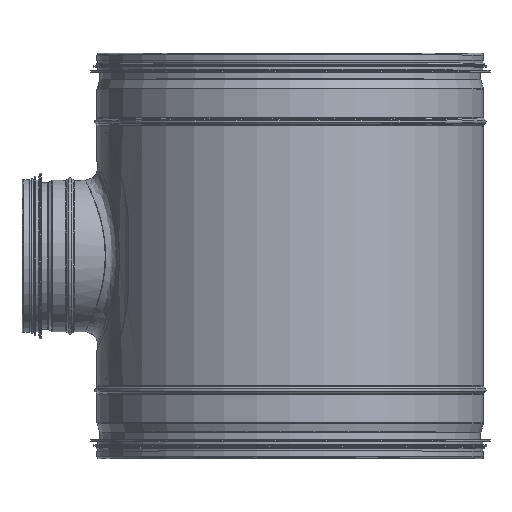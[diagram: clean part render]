
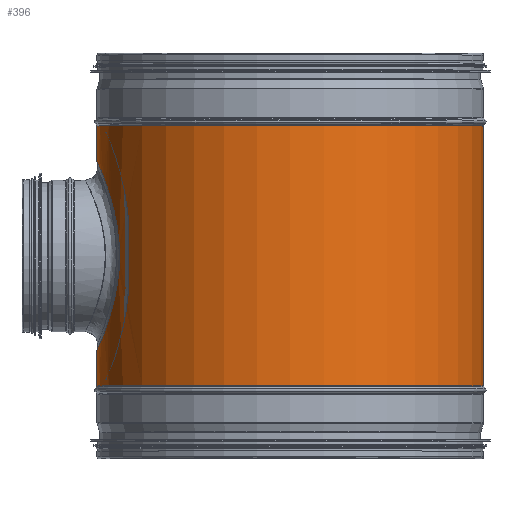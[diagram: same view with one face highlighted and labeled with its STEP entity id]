
A CAD part, top view. The second image highlights one B-rep face of the part: STEP entity #396.
In plain terms, the highlighted cylindrical face has radius 156.925 mm (diameter 313.85 mm), a full revolution.
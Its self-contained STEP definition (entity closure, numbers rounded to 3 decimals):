
#125=CARTESIAN_POINT('',(-138.925,164.,-72.975));
#126=VERTEX_POINT('',#125);
#162=CARTESIAN_POINT('',(-138.925,164.,72.975));
#163=VERTEX_POINT('',#162);
#186=CARTESIAN_POINT('',(-156.925,87.0,0.));
#187=VERTEX_POINT('',#186);
#188=CARTESIAN_POINT('',(-138.925,164.,72.975));
#189=CARTESIAN_POINT('',(-138.925,159.243,72.975));
#190=CARTESIAN_POINT('',(-139.15,154.333,72.552));
#191=CARTESIAN_POINT('',(-140.06,144.577,70.779));
#192=CARTESIAN_POINT('',(-140.744,139.729,69.43));
#193=CARTESIAN_POINT('',(-142.447,130.424,65.866));
#194=CARTESIAN_POINT('',(-143.465,125.958,63.648));
#195=CARTESIAN_POINT('',(-145.635,117.667,58.511));
#196=CARTESIAN_POINT('',(-146.785,113.842,55.592));
#197=CARTESIAN_POINT('',(-149.018,106.98,49.299));
#198=CARTESIAN_POINT('',(-150.182,103.705,45.692));
#199=CARTESIAN_POINT('',(-152.371,97.879,37.754));
#200=CARTESIAN_POINT('',(-153.394,95.328,33.424));
#201=CARTESIAN_POINT('',(-155.101,91.194,24.303));
#202=CARTESIAN_POINT('',(-155.785,89.607,19.501));
#203=CARTESIAN_POINT('',(-156.698,87.51,9.759));
#204=CARTESIAN_POINT('',(-156.925,87.0,4.817));
#205=CARTESIAN_POINT('',(-156.925,87.0,0.));
#206=B_SPLINE_CURVE_WITH_KNOTS('',3,(#188,#189,#190,#191,#192,#193,#194,#195,#196,#197,#198,#199,#200,#201,#202,#203,#204,#205),.UNSPECIFIED.,.F.,.U.,(4,2,2,2,2,2,2,2,4),(0.0,1.427,2.854,4.281,5.709,7.154,8.599,10.044,11.49),.UNSPECIFIED.);
#207=EDGE_CURVE('',#163,#187,#206,.T.);
#248=CARTESIAN_POINT('',(-156.925,87.0,0.));
#249=CARTESIAN_POINT('',(-156.925,87.0,-4.817));
#250=CARTESIAN_POINT('',(-156.698,87.51,-9.759));
#251=CARTESIAN_POINT('',(-155.785,89.607,-19.501));
#252=CARTESIAN_POINT('',(-155.101,91.194,-24.303));
#253=CARTESIAN_POINT('',(-153.394,95.328,-33.424));
#254=CARTESIAN_POINT('',(-152.371,97.879,-37.754));
#255=CARTESIAN_POINT('',(-150.182,103.705,-45.692));
#256=CARTESIAN_POINT('',(-149.018,106.98,-49.299));
#257=CARTESIAN_POINT('',(-146.785,113.842,-55.592));
#258=CARTESIAN_POINT('',(-145.635,117.667,-58.511));
#259=CARTESIAN_POINT('',(-143.465,125.958,-63.648));
#260=CARTESIAN_POINT('',(-142.447,130.424,-65.866));
#261=CARTESIAN_POINT('',(-140.744,139.729,-69.43));
#262=CARTESIAN_POINT('',(-140.06,144.577,-70.779));
#263=CARTESIAN_POINT('',(-139.15,154.333,-72.552));
#264=CARTESIAN_POINT('',(-138.925,159.243,-72.975));
#265=CARTESIAN_POINT('',(-138.925,164.0,-72.975));
#266=B_SPLINE_CURVE_WITH_KNOTS('',3,(#248,#249,#250,#251,#252,#253,#254,#255,#256,#257,#258,#259,#260,#261,#262,#263,#264,#265),.UNSPECIFIED.,.F.,.U.,(4,2,2,2,2,2,2,2,4),(11.49,12.935,14.38,15.825,17.27,18.698,20.125,21.552,22.979),.UNSPECIFIED.);
#267=EDGE_CURVE('',#187,#126,#266,.T.);
#277=CARTESIAN_POINT('',(-156.925,241.,0.));
#278=VERTEX_POINT('',#277);
#279=CARTESIAN_POINT('',(-156.925,241.,0.));
#280=CARTESIAN_POINT('',(-156.925,241.,4.817));
#281=CARTESIAN_POINT('',(-156.698,240.49,9.759));
#282=CARTESIAN_POINT('',(-155.785,238.393,19.501));
#283=CARTESIAN_POINT('',(-155.101,236.806,24.303));
#284=CARTESIAN_POINT('',(-153.394,232.672,33.424));
#285=CARTESIAN_POINT('',(-152.371,230.121,37.754));
#286=CARTESIAN_POINT('',(-150.182,224.295,45.692));
#287=CARTESIAN_POINT('',(-149.018,221.02,49.299));
#288=CARTESIAN_POINT('',(-146.785,214.158,55.592));
#289=CARTESIAN_POINT('',(-145.635,210.333,58.511));
#290=CARTESIAN_POINT('',(-143.465,202.042,63.648));
#291=CARTESIAN_POINT('',(-142.447,197.576,65.866));
#292=CARTESIAN_POINT('',(-140.744,188.271,69.43));
#293=CARTESIAN_POINT('',(-140.06,183.423,70.779));
#294=CARTESIAN_POINT('',(-139.15,173.667,72.552));
#295=CARTESIAN_POINT('',(-138.925,168.757,72.975));
#296=CARTESIAN_POINT('',(-138.925,164.,72.975));
#297=B_SPLINE_CURVE_WITH_KNOTS('',3,(#279,#280,#281,#282,#283,#284,#285,#286,#287,#288,#289,#290,#291,#292,#293,#294,#295,#296),.UNSPECIFIED.,.F.,.U.,(4,2,2,2,2,2,2,2,4),(34.469,35.914,37.359,38.804,40.249,41.677,43.104,44.531,45.958),.UNSPECIFIED.);
#298=EDGE_CURVE('',#278,#163,#297,.T.);
#300=CARTESIAN_POINT('',(-138.925,164.0,-72.975));
#301=CARTESIAN_POINT('',(-138.925,168.757,-72.975));
#302=CARTESIAN_POINT('',(-139.15,173.667,-72.552));
#303=CARTESIAN_POINT('',(-140.06,183.423,-70.779));
#304=CARTESIAN_POINT('',(-140.744,188.271,-69.43));
#305=CARTESIAN_POINT('',(-142.447,197.576,-65.866));
#306=CARTESIAN_POINT('',(-143.465,202.042,-63.648));
#307=CARTESIAN_POINT('',(-145.635,210.333,-58.511));
#308=CARTESIAN_POINT('',(-146.785,214.158,-55.592));
#309=CARTESIAN_POINT('',(-149.018,221.02,-49.299));
#310=CARTESIAN_POINT('',(-150.182,224.295,-45.692));
#311=CARTESIAN_POINT('',(-152.371,230.121,-37.754));
#312=CARTESIAN_POINT('',(-153.394,232.672,-33.424));
#313=CARTESIAN_POINT('',(-155.101,236.806,-24.303));
#314=CARTESIAN_POINT('',(-155.785,238.393,-19.501));
#315=CARTESIAN_POINT('',(-156.698,240.49,-9.759));
#316=CARTESIAN_POINT('',(-156.925,241.0,-4.817));
#317=CARTESIAN_POINT('',(-156.925,241.0,0.));
#318=B_SPLINE_CURVE_WITH_KNOTS('',3,(#300,#301,#302,#303,#304,#305,#306,#307,#308,#309,#310,#311,#312,#313,#314,#315,#316,#317),.UNSPECIFIED.,.F.,.U.,(4,2,2,2,2,2,2,2,4),(22.979,24.406,25.833,27.261,28.688,30.133,31.578,33.023,34.469),.UNSPECIFIED.);
#319=EDGE_CURVE('',#126,#278,#318,.T.);
#363=CARTESIAN_POINT('',(0.0,111.25,0.0));
#364=DIRECTION('',(0.0,-1.0,0.0));
#365=DIRECTION('',(1.0,0.0,0.0));
#366=AXIS2_PLACEMENT_3D('',#363,#364,#365);
#367=CYLINDRICAL_SURFACE('',#366,156.925);
#368=CARTESIAN_POINT('',(156.925,269.5,0.0));
#369=VERTEX_POINT('',#368);
#370=CARTESIAN_POINT('',(0.0,269.5,0.0));
#371=DIRECTION('',(0.0,-1.0,0.0));
#372=DIRECTION('',(1.0,0.0,0.0));
#373=AXIS2_PLACEMENT_3D('',#370,#371,#372);
#374=CIRCLE('',#373,156.925);
#375=EDGE_CURVE('',#369,#369,#374,.T.);
#376=ORIENTED_EDGE('',*,*,#375,.T.);
#377=EDGE_LOOP('',(#376));
#378=FACE_OUTER_BOUND('',#377,.T.);
#379=ORIENTED_EDGE('',*,*,#267,.T.);
#380=ORIENTED_EDGE('',*,*,#319,.T.);
#381=ORIENTED_EDGE('',*,*,#298,.T.);
#382=ORIENTED_EDGE('',*,*,#207,.T.);
#383=EDGE_LOOP('',(#379,#380,#381,#382));
#384=FACE_BOUND('',#383,.T.);
#385=CARTESIAN_POINT('',(156.925,58.5,0.0));
#386=VERTEX_POINT('',#385);
#387=CARTESIAN_POINT('',(0.0,58.5,0.0));
#388=DIRECTION('',(0.0,-1.0,0.0));
#389=DIRECTION('',(1.0,0.0,0.0));
#390=AXIS2_PLACEMENT_3D('',#387,#388,#389);
#391=CIRCLE('',#390,156.925);
#392=EDGE_CURVE('',#386,#386,#391,.T.);
#393=ORIENTED_EDGE('',*,*,#392,.F.);
#394=EDGE_LOOP('',(#393));
#395=FACE_BOUND('',#394,.T.);
#396=ADVANCED_FACE('',(#378,#384,#395),#367,.T.);
